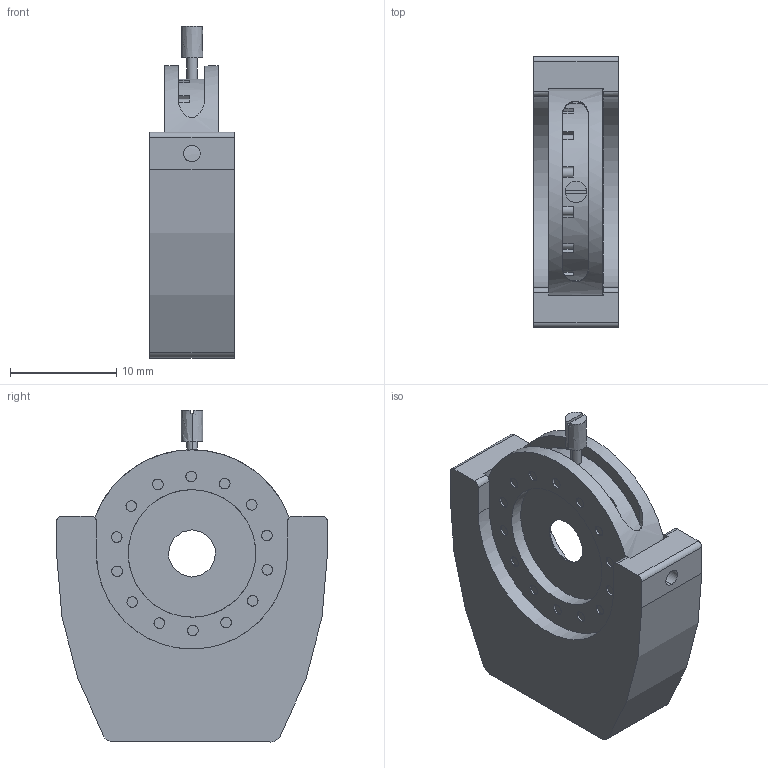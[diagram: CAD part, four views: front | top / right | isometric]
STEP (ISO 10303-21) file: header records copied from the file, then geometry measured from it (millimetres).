
FILE_DESCRIPTION(/* description */ (''),/* implementation_level */ '2;1');
FILE_NAME(/* name */ '04-ID1~1',/* time_stamp */ '2022-02-28T11:33:03+03:00',/* author */ (''),/* organization */ (''),/* preprocessor_version */ 'ST-DEVELOPER v15',/* originating_system */ '',/* authorisation */ '');
FILE_SCHEMA (('AUTOMOTIVE_DESIGN'));
Length unit declared in the file: millimetre
Products named in the file (1): Document
Bounding box: 8 x 25.5 x 31.25 mm (x, y, z)
Surface area: 2651.7 mm2 (no closed solid volume)
Topology: 0 solids, 1 shells, 347 faces, 1048 edges, 606 vertices
Faces by surface type: plane 185, bspline 162
Entity records: 12643 total; most frequent: CARTESIAN_POINT 6754, ORIENTED_EDGE 1980, EDGE_CURVE 1048, VERTEX_POINT 606, B_SPLINE_CURVE_WITH_KNOTS 571, EDGE_LOOP 374, ADVANCED_FACE 347, FACE_OUTER_BOUND 347
